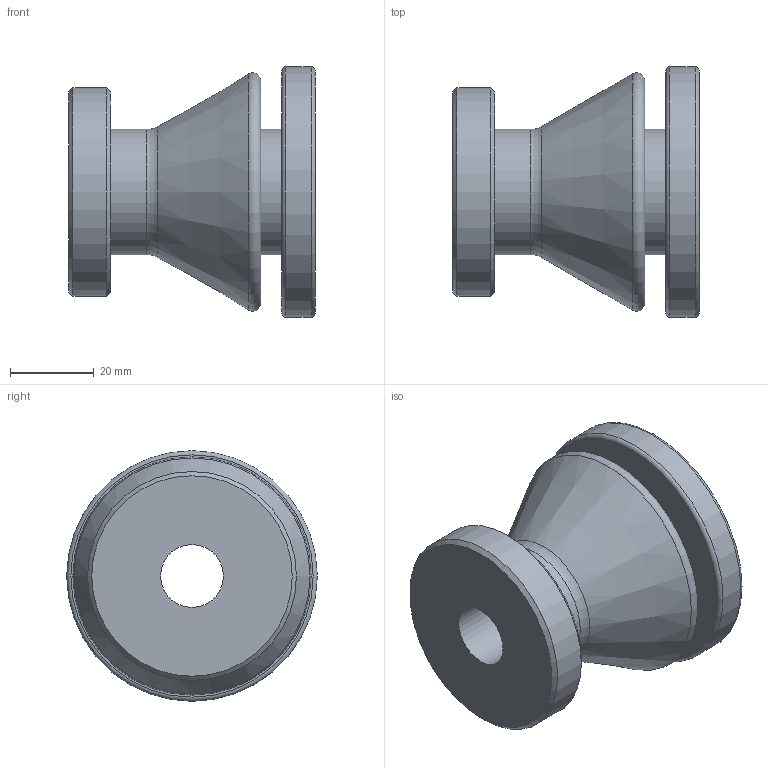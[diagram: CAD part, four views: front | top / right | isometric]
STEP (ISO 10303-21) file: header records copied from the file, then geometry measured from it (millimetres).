
FILE_DESCRIPTION(/* description */ ('','CAx-IF Rec.Pracs.---Representation and Presentation of Product Manufacturing Information (PMI)---4.0---2014-10-13'),/* implementation_level */ '2;1');
FILE_NAME(/* name */ 'REVOLVING EXTRUSION (ISHWIN KUMAR) v1.step',/* time_stamp */ '2025-04-16T19:01:22+05:30',/* author */ (''),/* organization */ (''),/* preprocessor_version */ 'ST-DEVELOPER v20',/* originating_system */ 'Autodesk Translation Framework v13.20.0.188',/* authorisation */ '');
FILE_SCHEMA (('AP242_MANAGED_MODEL_BASED_3D_ENGINEERING_MIM_LF { 1 0 10303 442 1 1 4 }'));
Length unit declared in the file: millimetre
Products named in the file (1): REVOLVING EXTRUSION (ISHWIN KUMAR)
Bounding box: 58.98 x 60 x 60 mm (x, y, z)
Volume: 84519.4 mm3; surface area: 20577.1 mm2
Topology: 1 solids, 1 shells, 17 faces, 36 edges, 24 vertices
Faces by surface type: cylinder 5, plane 5, torus 4, cone 3
Full cylindrical faces by diameter (mm): 15 x1, 29.978 x1, 30 x1, 50 x1, 60 x1
Entity records: 515 total; most frequent: DIRECTION 100, CARTESIAN_POINT 78, ORIENTED_EDGE 72, AXIS2_PLACEMENT_3D 46, EDGE_CURVE 36, CIRCLE 28, VERTEX_POINT 24, EDGE_LOOP 22
